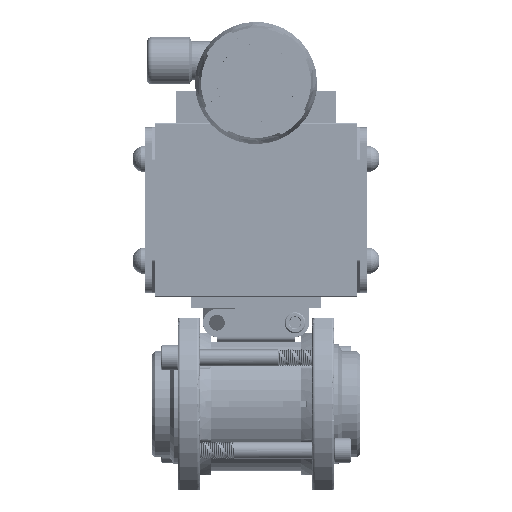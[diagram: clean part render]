
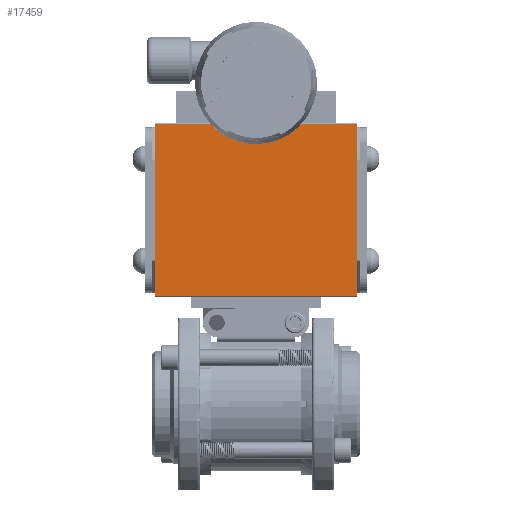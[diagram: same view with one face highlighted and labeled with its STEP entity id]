
A CAD part, top view. The second image highlights one B-rep face of the part: STEP entity #17459.
In plain terms, the highlighted planar face has unit normal (0, 0, 1).
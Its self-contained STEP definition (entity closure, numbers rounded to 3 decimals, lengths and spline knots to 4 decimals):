
#13541 = LINE ( 'NONE', #131919, #126440 ) ;
#14603 = LINE ( 'NONE', #55840, #166723 ) ;
#16731 = CARTESIAN_POINT ( 'NONE',  ( 2.253, 6.283, 1.55 ) ) ;
#17459 = ADVANCED_FACE ( 'NONE', ( #166104 ), #51773, .F. ) ;
#17994 = CARTESIAN_POINT ( 'NONE',  ( -2.253, 2.423, 1.55 ) ) ;
#19874 = ORIENTED_EDGE ( 'NONE', *, *, #36005, .T. ) ;
#30032 = VERTEX_POINT ( 'NONE', #17994 ) ;
#36005 = EDGE_CURVE ( 'NONE', #151912, #186226, #13541, .T. ) ;
#43908 = DIRECTION ( 'NONE',  ( -1., 0., 0. ) ) ;
#44491 = DIRECTION ( 'NONE',  ( 0., -1., 0. ) ) ;
#51773 = PLANE ( 'NONE',  #130334 ) ;
#55840 = CARTESIAN_POINT ( 'NONE',  ( 2.253, 6.303, 1.55 ) ) ;
#59690 = EDGE_CURVE ( 'NONE', #165975, #151912, #14603, .T. ) ;
#61102 = DIRECTION ( 'NONE',  ( 1., 0., 0. ) ) ;
#62257 = ORIENTED_EDGE ( 'NONE', *, *, #104976, .T. ) ;
#66558 = DIRECTION ( 'NONE',  ( 0., 0., -1. ) ) ;
#71590 = EDGE_CURVE ( 'NONE', #30032, #165975, #89659, .T. ) ;
#77578 = CARTESIAN_POINT ( 'NONE',  ( 2.253, 2.423, 1.55 ) ) ;
#84438 = ORIENTED_EDGE ( 'NONE', *, *, #71590, .T. ) ;
#88933 = EDGE_LOOP ( 'NONE', ( #179411, #19874, #62257, #84438 ) ) ;
#89659 = LINE ( 'NONE', #178787, #128730 ) ;
#104976 = EDGE_CURVE ( 'NONE', #186226, #30032, #109284, .T. ) ;
#109284 = LINE ( 'NONE', #117657, #183104 ) ;
#117657 = CARTESIAN_POINT ( 'NONE',  ( -2.253, 2.403, 1.55 ) ) ;
#126440 = VECTOR ( 'NONE', #43908, 39.3701 ) ;
#128730 = VECTOR ( 'NONE', #61102, 39.3701 ) ;
#129683 = DIRECTION ( 'NONE',  ( 0., 1., 0. ) ) ;
#130334 = AXIS2_PLACEMENT_3D ( 'NONE', #168813, #66558, #169449 ) ;
#131919 = CARTESIAN_POINT ( 'NONE',  ( -2.273, 6.283, 1.55 ) ) ;
#151912 = VERTEX_POINT ( 'NONE', #16731 ) ;
#165975 = VERTEX_POINT ( 'NONE', #77578 ) ;
#166104 = FACE_OUTER_BOUND ( 'NONE', #88933, .T. ) ;
#166723 = VECTOR ( 'NONE', #129683, 39.3701 ) ;
#168813 = CARTESIAN_POINT ( 'NONE',  ( -2.273, 6.303, 1.55 ) ) ;
#169449 = DIRECTION ( 'NONE',  ( 0., -1., 0. ) ) ;
#175252 = CARTESIAN_POINT ( 'NONE',  ( -2.253, 6.283, 1.55 ) ) ;
#178787 = CARTESIAN_POINT ( 'NONE',  ( -2.273, 2.423, 1.55 ) ) ;
#179411 = ORIENTED_EDGE ( 'NONE', *, *, #59690, .T. ) ;
#183104 = VECTOR ( 'NONE', #44491, 39.3701 ) ;
#186226 = VERTEX_POINT ( 'NONE', #175252 ) ;
